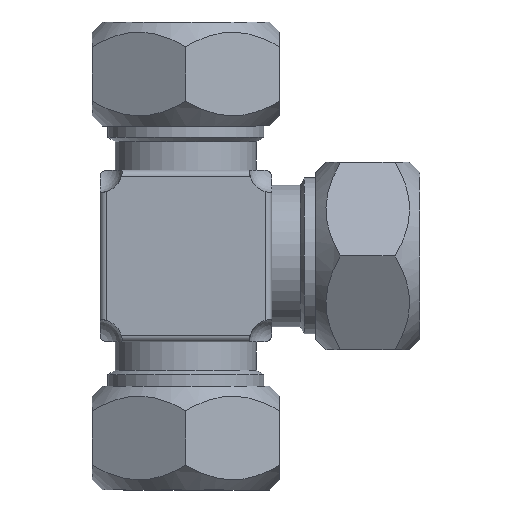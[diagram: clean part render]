
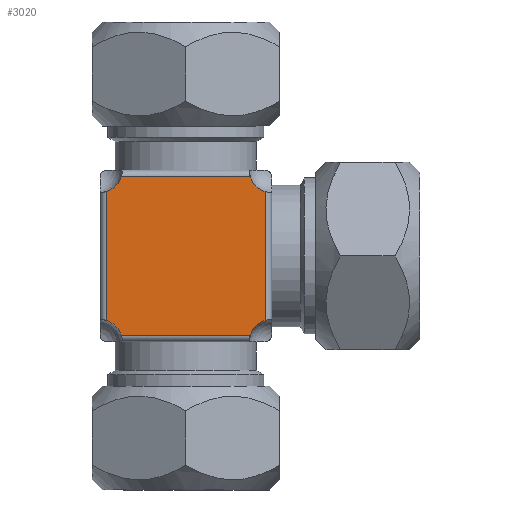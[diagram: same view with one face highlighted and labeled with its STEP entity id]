
A CAD part, left-side view. The second image highlights one B-rep face of the part: STEP entity #3020.
In plain terms, the highlighted planar face has unit normal (-1, 0, 0).
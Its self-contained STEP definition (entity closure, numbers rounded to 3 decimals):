
#194 = DIRECTION ( 'NONE',  ( 0., -1., 0. ) ) ;
#195 = VECTOR ( 'NONE', #194, 1000. ) ;
#196 = CARTESIAN_POINT ( 'NONE',  ( -16., -16.5, -15.233 ) ) ;
#197 = LINE ( 'NONE', #196, #195 ) ;
#219 = CARTESIAN_POINT ( 'NONE',  ( -16., 12.407, -15.233 ) ) ;
#840 = DIRECTION ( 'NONE',  ( -1., 0., 0. ) ) ;
#842 = CIRCLE ( 'NONE', #845, 4.285 ) ;
#844 = CARTESIAN_POINT ( 'NONE',  ( -16., -16.5, 16.5 ) ) ;
#845 = AXIS2_PLACEMENT_3D ( 'NONE', #844, #840, #846 ) ;
#846 = DIRECTION ( 'NONE',  ( 0., 0., -1. ) ) ;
#848 = CIRCLE ( 'NONE', #851, 4.285 ) ;
#849 = DIRECTION ( 'NONE',  ( -1., 0., 0. ) ) ;
#850 = CARTESIAN_POINT ( 'NONE',  ( -16., -16.5, -16.5 ) ) ;
#851 = AXIS2_PLACEMENT_3D ( 'NONE', #850, #849, #854 ) ;
#852 = AXIS2_PLACEMENT_3D ( 'NONE', #858, #859, #887 ) ;
#854 = DIRECTION ( 'NONE',  ( 0., 0., -1. ) ) ;
#855 = CIRCLE ( 'NONE', #852, 4.285 ) ;
#858 = CARTESIAN_POINT ( 'NONE',  ( -16., 16.5, 16.5 ) ) ;
#859 = DIRECTION ( 'NONE',  ( -1., 0., 0. ) ) ;
#871 = CARTESIAN_POINT ( 'NONE',  ( -16., -15.233, 12.407 ) ) ;
#887 = DIRECTION ( 'NONE',  ( 0., 0., -1. ) ) ;
#895 = LINE ( 'NONE', #908, #900 ) ;
#899 = DIRECTION ( 'NONE',  ( 0., 1., 0. ) ) ;
#900 = VECTOR ( 'NONE', #899, 1000. ) ;
#908 = CARTESIAN_POINT ( 'NONE',  ( -16., 16.5, 15.233 ) ) ;
#924 = CARTESIAN_POINT ( 'NONE',  ( -16., -15.233, -12.407 ) ) ;
#925 = CARTESIAN_POINT ( 'NONE',  ( -16., 15.233, 12.407 ) ) ;
#948 = CARTESIAN_POINT ( 'NONE',  ( -16., 12.407, 15.233 ) ) ;
#1181 = CARTESIAN_POINT ( 'NONE',  ( -16., 15.233, -12.407 ) ) ;
#1186 = DIRECTION ( 'NONE',  ( 0., 0., -1. ) ) ;
#1187 = VECTOR ( 'NONE', #1186, 1000. ) ;
#1193 = DIRECTION ( 'NONE',  ( 0., 0., 1. ) ) ;
#1194 = VECTOR ( 'NONE', #1193, 1000. ) ;
#1195 = CARTESIAN_POINT ( 'NONE',  ( -16., -15.233, 16.5 ) ) ;
#1196 = LINE ( 'NONE', #1195, #1194 ) ;
#1225 = CARTESIAN_POINT ( 'NONE',  ( -16., 15.233, -16.5 ) ) ;
#1226 = LINE ( 'NONE', #1225, #1187 ) ;
#1241 = CARTESIAN_POINT ( 'NONE',  ( -16., -12.407, -15.233 ) ) ;
#1260 = CARTESIAN_POINT ( 'NONE',  ( -16., -12.407, 15.233 ) ) ;
#1368 = FACE_OUTER_BOUND ( 'NONE', #3019, .T. ) ;
#1370 = DIRECTION ( 'NONE',  ( 0., 0., -1. ) ) ;
#1371 = DIRECTION ( 'NONE',  ( 1., 0., 0. ) ) ;
#1372 = CARTESIAN_POINT ( 'NONE',  ( -16., 0., 0. ) ) ;
#1373 = AXIS2_PLACEMENT_3D ( 'NONE', #1372, #1371, #1370 ) ;
#1374 = PLANE ( 'NONE',  #1373 ) ;
#2396 = DIRECTION ( 'NONE',  ( -1., 0., 0. ) ) ;
#2397 = CARTESIAN_POINT ( 'NONE',  ( -16., 16.5, -16.5 ) ) ;
#2398 = AXIS2_PLACEMENT_3D ( 'NONE', #2397, #2396, #2426 ) ;
#2399 = CIRCLE ( 'NONE', #2398, 4.285 ) ;
#2426 = DIRECTION ( 'NONE',  ( 0., 0., -1. ) ) ;
#3019 = EDGE_LOOP ( 'NONE', ( #3396, #3239, #3248, #3278, #3276, #3263, #3680, #3882 ) ) ;
#3020 = ADVANCED_FACE ( 'NONE', ( #1368 ), #1374, .F. ) ;
#3208 = VERTEX_POINT ( 'NONE', #1181 ) ;
#3221 = EDGE_CURVE ( 'NONE', #3273, #3208, #1226, .T. ) ;
#3227 = EDGE_CURVE ( 'NONE', #3272, #3249, #1196, .T. ) ;
#3236 = VERTEX_POINT ( 'NONE', #1241 ) ;
#3239 = ORIENTED_EDGE ( 'NONE', *, *, #3227, .T. ) ;
#3246 = VERTEX_POINT ( 'NONE', #1260 ) ;
#3247 = EDGE_CURVE ( 'NONE', #3246, #3249, #842, .T. ) ;
#3248 = ORIENTED_EDGE ( 'NONE', *, *, #3247, .F. ) ;
#3249 = VERTEX_POINT ( 'NONE', #871 ) ;
#3262 = EDGE_CURVE ( 'NONE', #3246, #3277, #895, .T. ) ;
#3263 = ORIENTED_EDGE ( 'NONE', *, *, #3221, .T. ) ;
#3271 = EDGE_CURVE ( 'NONE', #3272, #3236, #848, .T. ) ;
#3272 = VERTEX_POINT ( 'NONE', #924 ) ;
#3273 = VERTEX_POINT ( 'NONE', #925 ) ;
#3274 = EDGE_CURVE ( 'NONE', #3273, #3277, #855, .T. ) ;
#3276 = ORIENTED_EDGE ( 'NONE', *, *, #3274, .F. ) ;
#3277 = VERTEX_POINT ( 'NONE', #948 ) ;
#3278 = ORIENTED_EDGE ( 'NONE', *, *, #3262, .T. ) ;
#3396 = ORIENTED_EDGE ( 'NONE', *, *, #3271, .F. ) ;
#3680 = ORIENTED_EDGE ( 'NONE', *, *, #3681, .F. ) ;
#3681 = EDGE_CURVE ( 'NONE', #3874, #3208, #2399, .T. ) ;
#3874 = VERTEX_POINT ( 'NONE', #219 ) ;
#3878 = EDGE_CURVE ( 'NONE', #3874, #3236, #197, .T. ) ;
#3882 = ORIENTED_EDGE ( 'NONE', *, *, #3878, .T. ) ;
